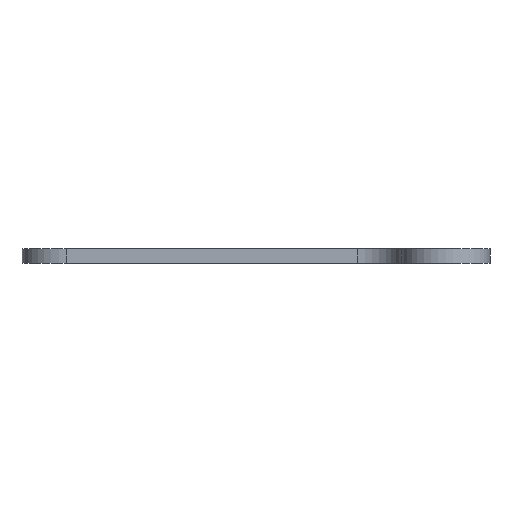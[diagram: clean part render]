
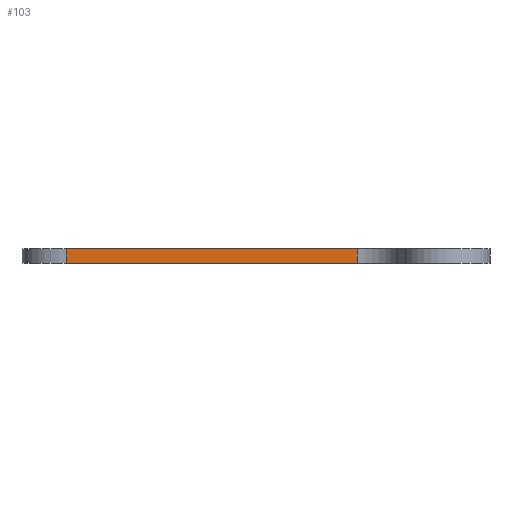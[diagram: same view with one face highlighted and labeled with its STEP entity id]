
A CAD part, front view. The second image highlights one B-rep face of the part: STEP entity #103.
In plain terms, the highlighted planar face has unit normal (0, -1, 0).
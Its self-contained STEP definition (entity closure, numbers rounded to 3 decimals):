
#43 = PLANE ( 'NONE',  #303 ) ;
#53 = CARTESIAN_POINT ( 'NONE',  ( -52., -12., 2.3 ) ) ;
#54 = DIRECTION ( 'NONE',  ( 0., 1., 0. ) ) ;
#55 = DIRECTION ( 'NONE',  ( 0., 0., 1. ) ) ;
#80 = EDGE_CURVE ( 'NONE', #577, #598, #831, .T. ) ;
#103 = ADVANCED_FACE ( 'NONE', ( #290 ), #43, .F. ) ;
#124 = EDGE_CURVE ( 'NONE', #600, #577, #646, .T. ) ;
#147 = EDGE_CURVE ( 'NONE', #590, #600, #793, .T. ) ;
#169 = EDGE_CURVE ( 'NONE', #590, #598, #449, .T. ) ;
#243 = VECTOR ( 'NONE', #795, 1000. ) ;
#273 = VECTOR ( 'NONE', #648, 1000. ) ;
#290 = FACE_OUTER_BOUND ( 'NONE', #552, .T. ) ;
#303 = AXIS2_PLACEMENT_3D ( 'NONE', #53, #54, #55 ) ;
#354 = ORIENTED_EDGE ( 'NONE', *, *, #147, .T. ) ;
#449 = LINE ( 'NONE', #450, #872 ) ;
#450 = CARTESIAN_POINT ( 'NONE',  ( -52., -12., 2.3 ) ) ;
#451 = DIRECTION ( 'NONE',  ( 1., 0., 0. ) ) ;
#529 = ORIENTED_EDGE ( 'NONE', *, *, #169, .F. ) ;
#532 = ORIENTED_EDGE ( 'NONE', *, *, #80, .T. ) ;
#533 = ORIENTED_EDGE ( 'NONE', *, *, #124, .T. ) ;
#552 = EDGE_LOOP ( 'NONE', ( #533, #532, #529, #354 ) ) ;
#577 = VERTEX_POINT ( 'NONE', #682 ) ;
#590 = VERTEX_POINT ( 'NONE', #693 ) ;
#598 = VERTEX_POINT ( 'NONE', #700 ) ;
#600 = VERTEX_POINT ( 'NONE', #701 ) ;
#646 = LINE ( 'NONE', #647, #273 ) ;
#647 = CARTESIAN_POINT ( 'NONE',  ( -52., -12., 0. ) ) ;
#648 = DIRECTION ( 'NONE',  ( 1., 0., 0. ) ) ;
#682 = CARTESIAN_POINT ( 'NONE',  ( 1., -12., 0. ) ) ;
#693 = CARTESIAN_POINT ( 'NONE',  ( -45., -12., 2.3 ) ) ;
#700 = CARTESIAN_POINT ( 'NONE',  ( 1., -12., 2.3 ) ) ;
#701 = CARTESIAN_POINT ( 'NONE',  ( -45., -12., 0. ) ) ;
#793 = LINE ( 'NONE', #794, #243 ) ;
#794 = CARTESIAN_POINT ( 'NONE',  ( -45., -12., 2.3 ) ) ;
#795 = DIRECTION ( 'NONE',  ( 0., 0., -1. ) ) ;
#830 = CARTESIAN_POINT ( 'NONE',  ( 1., -12., 2.3 ) ) ;
#831 = LINE ( 'NONE', #830, #896 ) ;
#854 = DIRECTION ( 'NONE',  ( 0., 0., 1. ) ) ;
#872 = VECTOR ( 'NONE', #451, 1000. ) ;
#896 = VECTOR ( 'NONE', #854, 1000. ) ;
